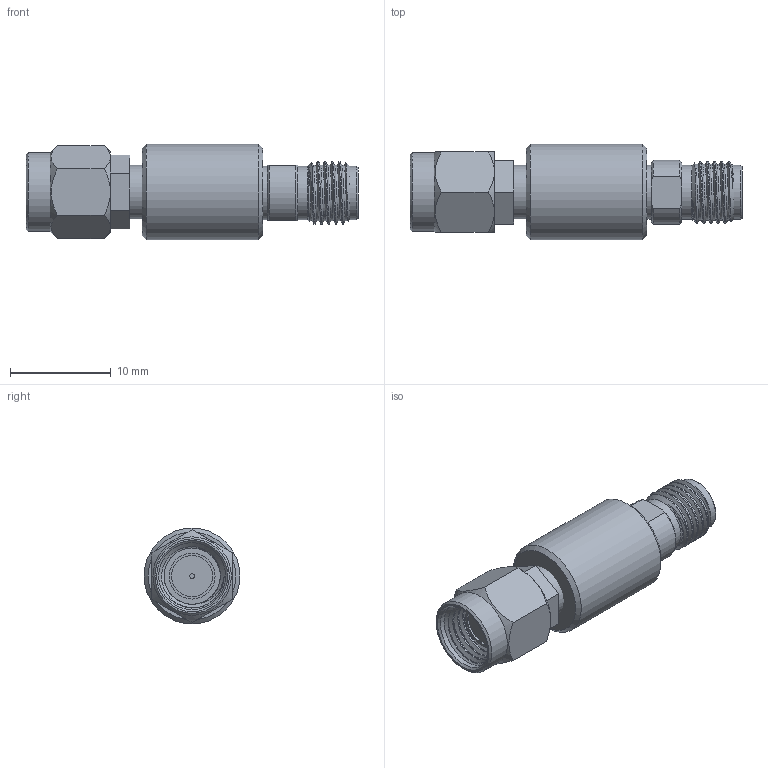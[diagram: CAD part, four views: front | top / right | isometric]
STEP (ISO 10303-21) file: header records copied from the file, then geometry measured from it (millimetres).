
FILE_DESCRIPTION(/* description */ (''),/* implementation_level */ '2;1');
FILE_NAME(/* name */ 'cr110_filter_malefemale_003 v2.step',/* time_stamp */ '2022-10-25T14:17:57-04:00',/* author */ (''),/* organization */ (''),/* preprocessor_version */ 'ST-DEVELOPER v19',/* originating_system */ 'Autodesk Translation Framework v11.7.0.108',/* authorisation */ '');
FILE_SCHEMA (('AUTOMOTIVE_DESIGN { 1 0 10303 214 3 1 1 }'));
Length unit declared in the file: millimetre
Products named in the file (6): cr110_filter_malefemale_003; BD11ACS01A; SMA7471B1-2T-50; SMA7910-3; LW-102X65X05; HN8-1X4-36X16
Assembly tree (6 placements, depth 2):
  cr110_filter_malefemale_003
    BD11ACS01A
    SMA7471B1-2T-50  x2
    SMA7910-3
    LW-102X65X05
    HN8-1X4-36X16
Bounding box: 33.01 x 9.53 x 9.53 mm (x, y, z)
Volume: 1449.1 mm3; surface area: 1533.6 mm2
Topology: 3 solids, 3 shells, 125 faces, 318 edges, 200 vertices
Faces by surface type: plane 53, cylinder 32, cone 26, bspline 14
Full cylindrical faces by diameter (mm): 0.457 x1, 1.27 x1, 4.1 x1, 4.56 x1, 4.65 x1, 4.8 x1, 5.33 x3, 5.334 x1, 5.6 x2, 6.19 x4, 6.26 x1, 6.5 x1, 6.65 x3, 7.3 x1, 7.8 x1, 9.525 x1
Entity records: 8878 total; most frequent: CARTESIAN_POINT 5804, ORIENTED_EDGE 636, DIRECTION 580, EDGE_CURVE 318, AXIS2_PLACEMENT_3D 230, VERTEX_POINT 201, EDGE_LOOP 141, FACE_OUTER_BOUND 125
